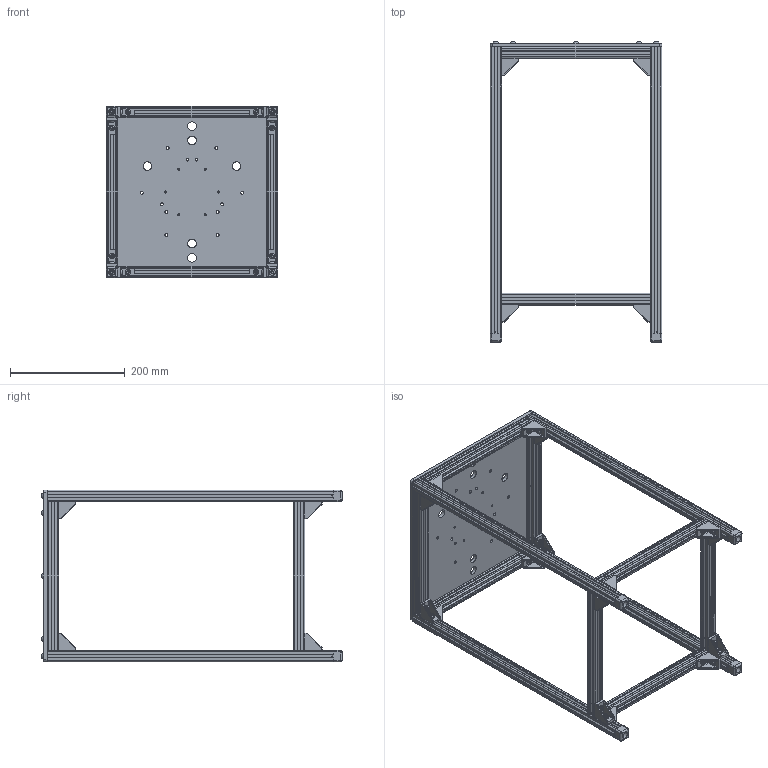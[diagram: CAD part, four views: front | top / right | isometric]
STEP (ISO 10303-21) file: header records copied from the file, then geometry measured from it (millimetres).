
FILE_DESCRIPTION(/* description */ (''),/* implementation_level */ '2;1');
FILE_NAME(/* name */ '1.2. Frame.step',/* time_stamp */ '2016-02-15T09:05:55+07:00',/* author */ (''),/* organization */ (''),/* preprocessor_version */ 'ST-DEVELOPER v16.2',/* originating_system */ 'Autodesk Translation Framework v4.3.0.3010',/* authorisation */ '');
FILE_SCHEMA (('AUTOMOTIVE_DESIGN { 1 0 10303 214 3 1 1 }'));
Length unit declared in the file: centimetre
Products named in the file (9): AD0001 - Frame v1; XE2020-500; XE2020-260; PC01 - Top plate; XEB505; FWSH-M5-SPLIT; 3D0025 - Rubber Foot; FNUT-M5-HNKK5; FBHCS-M5-10L
Assembly tree (148 placements, depth 2):
  AD0001 - Frame v1
    XE2020-500  x4
    XE2020-260  x8
    PC01 - Top plate
    XEB505  x16
    FBHCS-M5-10L  x47
    FWSH-M5-SPLIT  x32
    3D0025 - Rubber Foot  x4
    FNUT-M5-HNKK5  x36
Bounding box: 300 x 524.1 x 300 mm (x, y, z)
Volume: 1350391.7 mm3; surface area: 1039759.5 mm2
Topology: 148 solids, 148 shells, 3173 faces, 7756 edges, 4901 vertices
Faces by surface type: plane 1596, cylinder 1186, bspline 127, cone 96, sphere 96, torus 72
Full cylindrical faces by diameter (mm): 3.5 x6, 4.19 x12, 5 x95, 5.25 x4, 5.3 x48, 5.5 x12, 6.9 x36, 9.5 x47, 11 x4, 15 x6
Entity records: 12833 total; most frequent: CARTESIAN_POINT 3142, DIRECTION 2113, ORIENTED_EDGE 1642, AXIS2_PLACEMENT_3D 822, EDGE_CURVE 821, VERTEX_POINT 557, EDGE_LOOP 484, LINE 469
